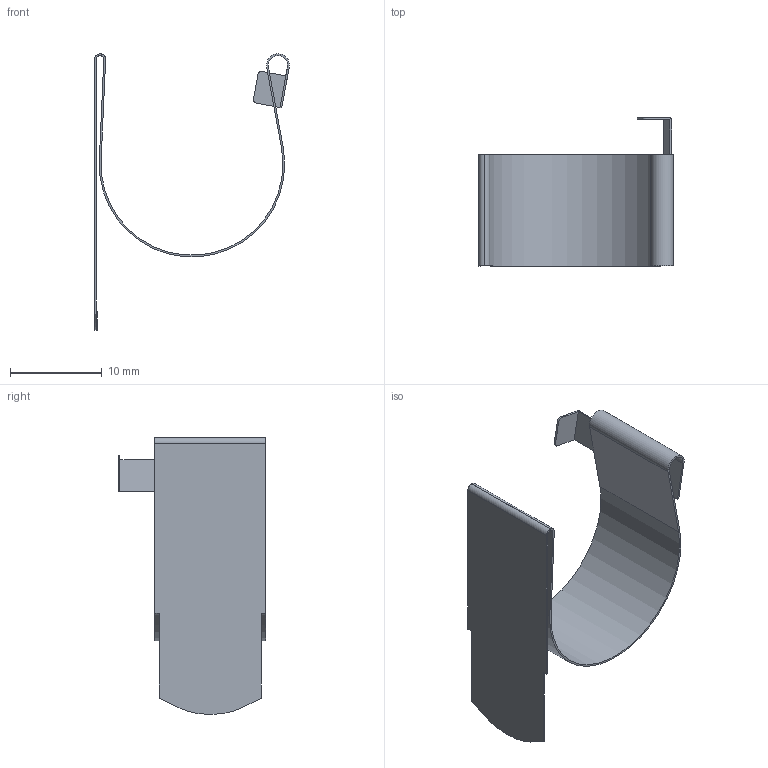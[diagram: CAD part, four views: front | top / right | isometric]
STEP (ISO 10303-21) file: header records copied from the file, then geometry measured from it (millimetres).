
FILE_DESCRIPTION((''),'2;1');
FILE_NAME('SCHNALLE20','2011-12-02T',('dhelisch'),(''),'PRO/ENGINEER BY PARAMETRIC TECHNOLOGY CORPORATION, 2007250','PRO/ENGINEER BY PARAMETRIC TECHNOLOGY CORPORATION, 2007250','');
FILE_SCHEMA(('CONFIG_CONTROL_DESIGN'));
Length unit declared in the file: millimetre
Products named in the file (1): SCHNALLE20
Bounding box: 21.2 x 16.1 x 30.1 mm (x, y, z)
Volume: 226.9 mm3; surface area: 2312.2 mm2
Topology: 1 solids, 1 shells, 39 faces, 109 edges, 72 vertices
Faces by surface type: plane 25, cylinder 14
Entity records: 1327 total; most frequent: CARTESIAN_POINT 220, ORIENTED_EDGE 218, DIRECTION 215, EDGE_CURVE 109, VECTOR 81, LINE 81, VERTEX_POINT 72, AXIS2_PLACEMENT_3D 67
